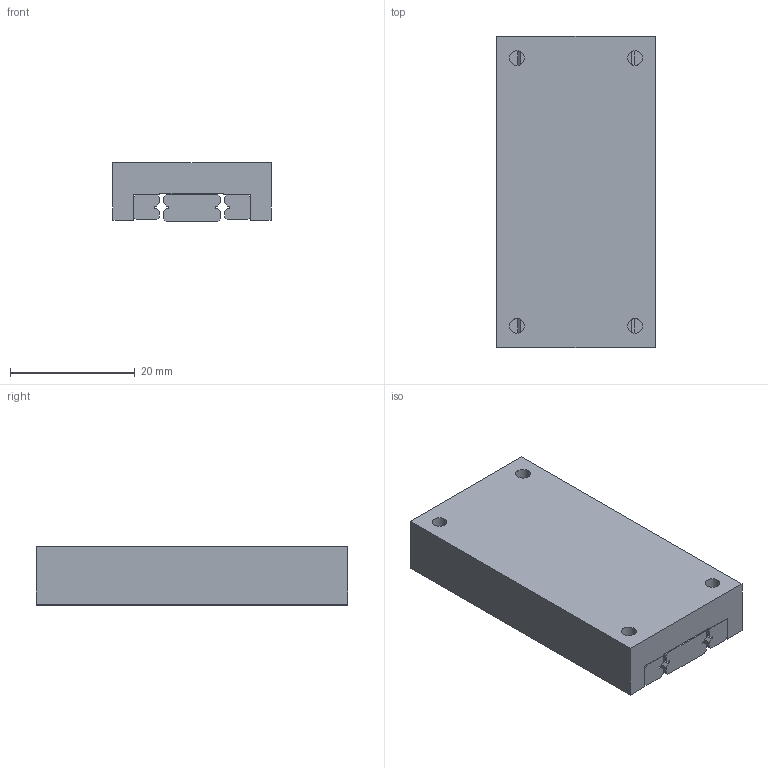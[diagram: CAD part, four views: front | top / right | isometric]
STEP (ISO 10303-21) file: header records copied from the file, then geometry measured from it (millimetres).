
FILE_DESCRIPTION((''),'2;1');
FILE_NAME('LP10-2-1.stp','2003-10-26T15:46:25',('Raul'),(''),'Autodesk Inventor (tm) 5.3','Autodesk Inventor (tm) 5.3','');
FILE_SCHEMA(('CONFIG_CONTROL_DESIGN'));
Length unit declared in the file: inch
Products named in the file (5): LP10-2-1; LP10-2-1 TOP-PLATE; LP10-2-1 SLIDE; LP10-2-1 RAIL-A; LP10-2-1 RAIL-B
Assembly tree (4 placements, depth 2):
  LP10-2-1
    LP10-2-1 TOP-PLATE
    LP10-2-1 SLIDE
    LP10-2-1 RAIL-A
    LP10-2-1 RAIL-B
Bounding box: 25.4 x 50.01 x 9.4 mm (x, y, z)
Volume: 10922.1 mm3; surface area: 7690.6 mm2
Topology: 4 solids, 4 shells, 99 faces, 268 edges, 176 vertices
Faces by surface type: plane 68, bspline 31
Entity records: 4083 total; most frequent: CARTESIAN_POINT 981, ORIENTED_EDGE 536, DIRECTION 478, EDGE_CURVE 268, VECTOR 212, LINE 212, VERTEX_POINT 176, AXIS2_PLACEMENT_3D 133
